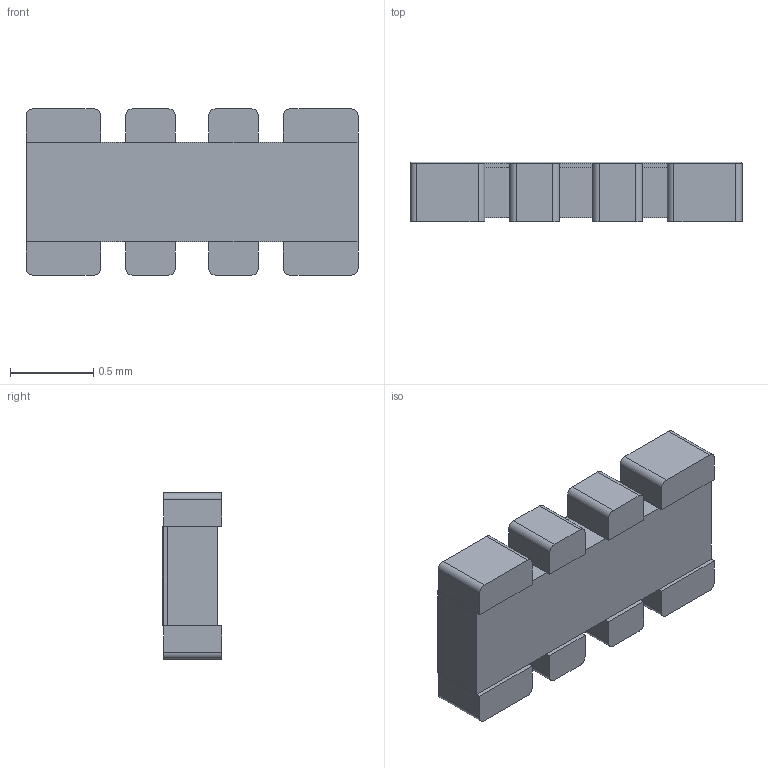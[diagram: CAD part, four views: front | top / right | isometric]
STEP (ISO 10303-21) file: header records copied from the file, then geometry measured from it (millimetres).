
FILE_DESCRIPTION (( 'STEP AP214' ), '1' );
FILE_NAME ('3E42637C-5172-4954-A28E-C2CDCA3530C7.STEP', '2009-05-07T11:24:27', ( 'sysAdmin' ), ( 'SolidWorks' ), 'SwSTEP 2.0', 'SolidWorks 2009', '' );
FILE_SCHEMA (( 'AUTOMOTIVE_DESIGN' ));
Length unit declared in the file: millimetre
Products named in the file (1): 3E42637C-5172-4954-A28E-C2CDCA3530C7
Bounding box: 2 x 0.36 x 1 mm (x, y, z)
Volume: 0.6 mm3; surface area: 10.8 mm2
Topology: 10 solids, 10 shells, 80 faces, 176 edges, 116 vertices
Faces by surface type: plane 60, cylinder 20
Entity records: 3175 total; most frequent: CARTESIAN_POINT 385, DIRECTION 366, ORIENTED_EDGE 352, EDGE_CURVE 176, VECTOR 140, LINE 140, VERTEX_POINT 116, AXIS2_PLACEMENT_3D 113
